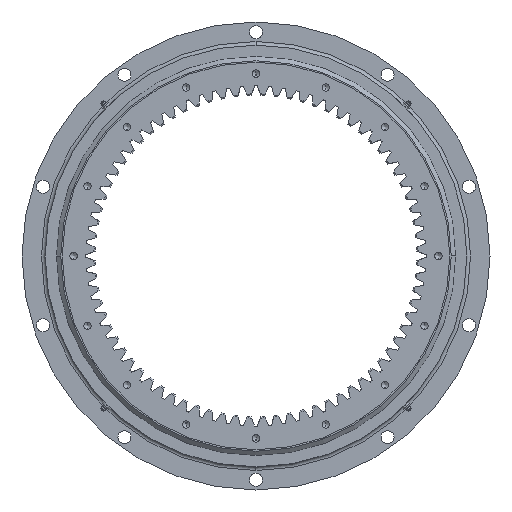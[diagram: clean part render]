
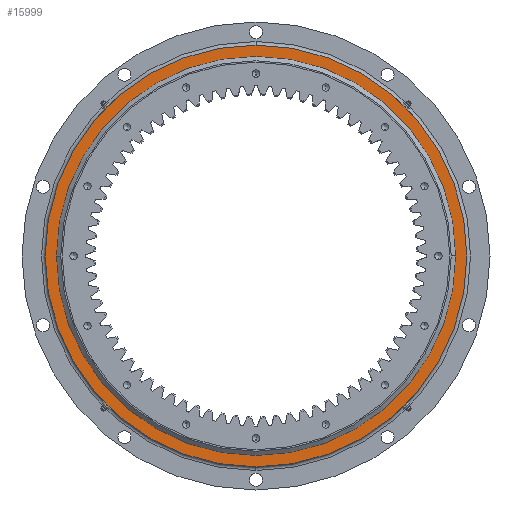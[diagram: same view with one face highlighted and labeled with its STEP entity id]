
A CAD part, front view. The second image highlights one B-rep face of the part: STEP entity #15999.
In plain terms, the highlighted planar face has unit normal (0, -1, 0).
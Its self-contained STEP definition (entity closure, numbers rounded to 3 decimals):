
#5 = EDGE_CURVE ( 'NONE', #7356, #16262, #8111, .T. ) ;
#136 = CARTESIAN_POINT ( 'NONE',  ( 0., -18., -272.75 ) ) ;
#371 = EDGE_LOOP ( 'NONE', ( #16239, #17500 ) ) ;
#1333 = CARTESIAN_POINT ( 'NONE',  ( 0., -18., -292. ) ) ;
#3130 = FACE_BOUND ( 'NONE', #9037, .T. ) ;
#3476 = DIRECTION ( 'NONE',  ( 0., 0., 1. ) ) ;
#3500 = DIRECTION ( 'NONE',  ( 0., -1., 0. ) ) ;
#3525 = CARTESIAN_POINT ( 'NONE',  ( 0., -18., 0. ) ) ;
#4536 = EDGE_CURVE ( 'NONE', #22358, #18390, #9003, .T. ) ;
#4629 = CIRCLE ( 'NONE', #5709, 292. ) ;
#5709 = AXIS2_PLACEMENT_3D ( 'NONE', #6518, #6511, #6492 ) ;
#5836 = CARTESIAN_POINT ( 'NONE',  ( 0., -18., 272.75 ) ) ;
#6395 = EDGE_CURVE ( 'NONE', #18390, #22358, #20367, .T. ) ;
#6492 = DIRECTION ( 'NONE',  ( 0., 0., -1. ) ) ;
#6511 = DIRECTION ( 'NONE',  ( 0., -1., 0. ) ) ;
#6518 = CARTESIAN_POINT ( 'NONE',  ( 0., -18., 0. ) ) ;
#7356 = VERTEX_POINT ( 'NONE', #21346 ) ;
#7513 = AXIS2_PLACEMENT_3D ( 'NONE', #3525, #3500, #3476 ) ;
#8111 = CIRCLE ( 'NONE', #21830, 292. ) ;
#8450 = EDGE_CURVE ( 'NONE', #16262, #7356, #4629, .T. ) ;
#8956 = CARTESIAN_POINT ( 'NONE',  ( 0., -18., 0. ) ) ;
#9003 = CIRCLE ( 'NONE', #17708, 272.75 ) ;
#9037 = EDGE_LOOP ( 'NONE', ( #15829, #16075 ) ) ;
#9052 = DIRECTION ( 'NONE',  ( 0., -1., 0. ) ) ;
#9336 = DIRECTION ( 'NONE',  ( 0., 0., -1. ) ) ;
#9366 = DIRECTION ( 'NONE',  ( 0., 1., 0. ) ) ;
#9395 = CARTESIAN_POINT ( 'NONE',  ( 0., -18., 324. ) ) ;
#9964 = PLANE ( 'NONE',  #15399 ) ;
#15148 = DIRECTION ( 'NONE',  ( 0., 0., -1. ) ) ;
#15399 = AXIS2_PLACEMENT_3D ( 'NONE', #9395, #9366, #9336 ) ;
#15829 = ORIENTED_EDGE ( 'NONE', *, *, #4536, .F. ) ;
#15999 = ADVANCED_FACE ( 'NONE', ( #3130, #22041 ), #9964, .F. ) ;
#16075 = ORIENTED_EDGE ( 'NONE', *, *, #6395, .F. ) ;
#16239 = ORIENTED_EDGE ( 'NONE', *, *, #5, .T. ) ;
#16262 = VERTEX_POINT ( 'NONE', #1333 ) ;
#17431 = DIRECTION ( 'NONE',  ( 0., 0., 1. ) ) ;
#17500 = ORIENTED_EDGE ( 'NONE', *, *, #8450, .T. ) ;
#17505 = DIRECTION ( 'NONE',  ( 0., -1., 0. ) ) ;
#17542 = CARTESIAN_POINT ( 'NONE',  ( 0., -18., 0. ) ) ;
#17708 = AXIS2_PLACEMENT_3D ( 'NONE', #17542, #17505, #17431 ) ;
#18390 = VERTEX_POINT ( 'NONE', #136 ) ;
#20367 = CIRCLE ( 'NONE', #7513, 272.75 ) ;
#21346 = CARTESIAN_POINT ( 'NONE',  ( 0., -18., 292. ) ) ;
#21830 = AXIS2_PLACEMENT_3D ( 'NONE', #8956, #9052, #15148 ) ;
#22041 = FACE_OUTER_BOUND ( 'NONE', #371, .T. ) ;
#22358 = VERTEX_POINT ( 'NONE', #5836 ) ;
